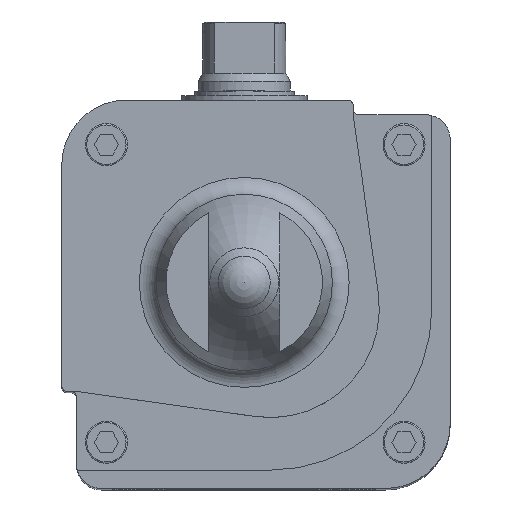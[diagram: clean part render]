
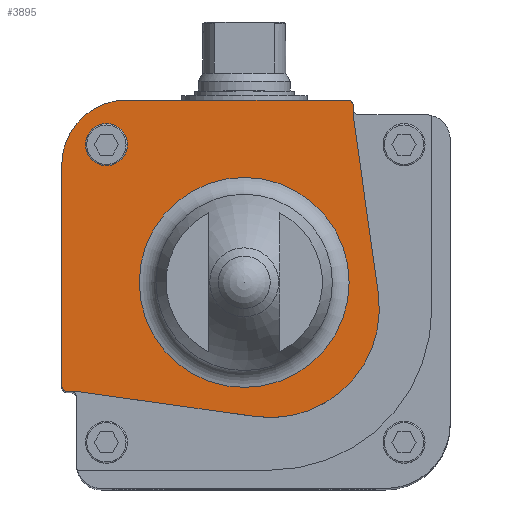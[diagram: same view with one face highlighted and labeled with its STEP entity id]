
A CAD part, top view. The second image highlights one B-rep face of the part: STEP entity #3895.
In plain terms, the highlighted planar face has unit normal (0, 0, 1).
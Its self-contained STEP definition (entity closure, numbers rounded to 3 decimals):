
#112=PLANE('',#4243);
#305=LINE('',#6023,#641);
#312=LINE('',#6038,#648);
#318=LINE('',#6080,#654);
#323=LINE('',#6100,#659);
#324=LINE('',#6106,#660);
#325=LINE('',#6108,#661);
#641=VECTOR('',#4730,1000.);
#648=VECTOR('',#4743,1000.);
#654=VECTOR('',#4787,1000.);
#659=VECTOR('',#4806,1000.);
#660=VECTOR('',#4815,1000.);
#661=VECTOR('',#4816,1000.);
#1092=ORIENTED_EDGE('',*,*,#2108,.T.);
#1093=ORIENTED_EDGE('',*,*,#2109,.F.);
#1094=ORIENTED_EDGE('',*,*,#2096,.T.);
#1095=ORIENTED_EDGE('',*,*,#2100,.T.);
#1096=ORIENTED_EDGE('',*,*,#2106,.T.);
#1097=ORIENTED_EDGE('',*,*,#2107,.T.);
#1098=ORIENTED_EDGE('',*,*,#2067,.T.);
#1099=ORIENTED_EDGE('',*,*,#2070,.T.);
#1100=ORIENTED_EDGE('',*,*,#2075,.T.);
#1101=ORIENTED_EDGE('',*,*,#2110,.F.);
#1102=ORIENTED_EDGE('',*,*,#2111,.T.);
#1103=ORIENTED_EDGE('',*,*,#2112,.T.);
#2067=EDGE_CURVE('',#2584,#2583,#305,.T.);
#2070=EDGE_CURVE('',#2583,#2585,#2937,.T.);
#2075=EDGE_CURVE('',#2585,#2588,#312,.T.);
#2096=EDGE_CURVE('',#2606,#2605,#318,.T.);
#2100=EDGE_CURVE('',#2605,#2608,#2953,.T.);
#2106=EDGE_CURVE('',#2608,#2613,#323,.T.);
#2107=EDGE_CURVE('',#2613,#2584,#2958,.T.);
#2108=EDGE_CURVE('',#2614,#2614,#2959,.T.);
#2109=EDGE_CURVE('',#2606,#2615,#324,.T.);
#2110=EDGE_CURVE('',#2616,#2588,#325,.T.);
#2111=EDGE_CURVE('',#2616,#2615,#2960,.T.);
#2112=EDGE_CURVE('',#2617,#2617,#2961,.T.);
#2583=VERTEX_POINT('',#6022);
#2584=VERTEX_POINT('',#6024);
#2585=VERTEX_POINT('',#6028);
#2588=VERTEX_POINT('',#6037);
#2605=VERTEX_POINT('',#6079);
#2606=VERTEX_POINT('',#6081);
#2608=VERTEX_POINT('',#6087);
#2613=VERTEX_POINT('',#6099);
#2614=VERTEX_POINT('',#6105);
#2615=VERTEX_POINT('',#6107);
#2616=VERTEX_POINT('',#6109);
#2617=VERTEX_POINT('',#6112);
#2937=CIRCLE('',#4213,2.2);
#2953=CIRCLE('',#4235,2.2);
#2958=CIRCLE('',#4242,24.667);
#2959=CIRCLE('',#4244,8.);
#2960=CIRCLE('',#4245,41.5);
#2961=CIRCLE('',#4246,40.);
#3116=EDGE_LOOP('',(#1092));
#3117=EDGE_LOOP('',(#1093,#1094,#1095,#1096,#1097,#1098,#1099,#1100,#1101,
#1102));
#3118=EDGE_LOOP('',(#1103));
#3496=FACE_BOUND('',#3116,.T.);
#3497=FACE_BOUND('',#3117,.T.);
#3498=FACE_BOUND('',#3118,.T.);
#3895=ADVANCED_FACE('',(#3496,#3497,#3498),#112,.T.);
#4213=AXIS2_PLACEMENT_3D('',#6029,#4735,#4736);
#4235=AXIS2_PLACEMENT_3D('',#6088,#4793,#4794);
#4242=AXIS2_PLACEMENT_3D('',#6102,#4809,#4810);
#4243=AXIS2_PLACEMENT_3D('',#6103,#4811,#4812);
#4244=AXIS2_PLACEMENT_3D('',#6104,#4813,#4814);
#4245=AXIS2_PLACEMENT_3D('',#6110,#4817,#4818);
#4246=AXIS2_PLACEMENT_3D('',#6111,#4819,#4820);
#4730=DIRECTION('',(0.,-1.,0.));
#4735=DIRECTION('',(0.,0.,1.));
#4736=DIRECTION('',(1.,0.,0.));
#4743=DIRECTION('',(1.,0.,0.));
#4787=DIRECTION('',(0.,1.,0.));
#4793=DIRECTION('',(0.,0.,1.));
#4794=DIRECTION('',(1.,0.,0.));
#4806=DIRECTION('',(-1.,0.,0.));
#4809=DIRECTION('',(0.,0.,1.));
#4810=DIRECTION('',(1.,0.,0.));
#4811=DIRECTION('',(0.,0.,1.));
#4812=DIRECTION('',(1.,0.,0.));
#4813=DIRECTION('',(0.,0.,-1.));
#4814=DIRECTION('',(-1.,0.,0.));
#4815=DIRECTION('',(0.139,-0.99,0.));
#4816=DIRECTION('',(-0.99,0.139,0.));
#4817=DIRECTION('',(0.,0.,1.));
#4818=DIRECTION('',(1.,0.,0.));
#4819=DIRECTION('',(0.,0.,-1.));
#4820=DIRECTION('',(-1.,0.,0.));
#6022=CARTESIAN_POINT('',(-69.5,-39.3,166.5));
#6023=CARTESIAN_POINT('',(-69.5,44.833,166.5));
#6024=CARTESIAN_POINT('',(-69.5,44.833,166.5));
#6028=CARTESIAN_POINT('',(-67.3,-41.5,166.5));
#6029=CARTESIAN_POINT('',(-67.3,-39.3,166.5));
#6037=CARTESIAN_POINT('',(-63.9,-41.5,166.5));
#6038=CARTESIAN_POINT('',(-67.3,-41.5,166.5));
#6079=CARTESIAN_POINT('',(41.5,67.3,166.5));
#6080=CARTESIAN_POINT('',(41.5,66.1,166.5));
#6081=CARTESIAN_POINT('',(41.5,63.9,166.5));
#6087=CARTESIAN_POINT('',(39.3,69.5,166.5));
#6088=CARTESIAN_POINT('',(39.3,67.3,166.5));
#6099=CARTESIAN_POINT('',(-44.833,69.5,166.5));
#6100=CARTESIAN_POINT('',(39.3,69.5,166.5));
#6102=CARTESIAN_POINT('',(-44.833,44.833,166.5));
#6103=CARTESIAN_POINT('',(-67.3,-39.3,166.5));
#6104=CARTESIAN_POINT('',(-52.5,52.5,166.5));
#6105=CARTESIAN_POINT('',(-60.5,52.5,166.5));
#6106=CARTESIAN_POINT('',(41.5,63.9,166.5));
#6107=CARTESIAN_POINT('',(51.094,-4.211,166.5));
#6108=CARTESIAN_POINT('',(4.211,-51.094,166.5));
#6109=CARTESIAN_POINT('',(4.211,-51.094,166.5));
#6110=CARTESIAN_POINT('',(10.,-10.,166.5));
#6111=CARTESIAN_POINT('',(0.,0.,166.5));
#6112=CARTESIAN_POINT('',(-40.,0.,166.5));
